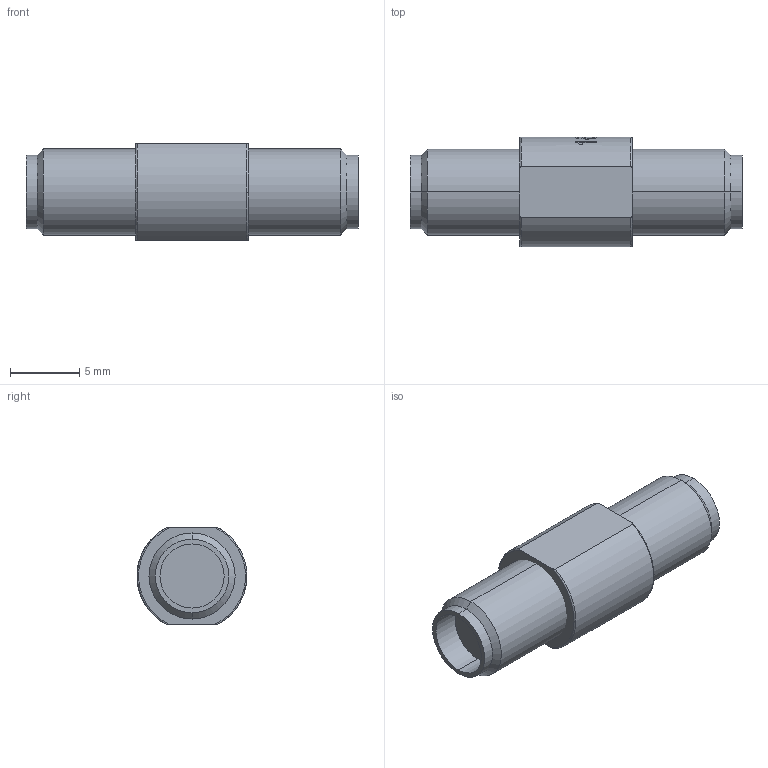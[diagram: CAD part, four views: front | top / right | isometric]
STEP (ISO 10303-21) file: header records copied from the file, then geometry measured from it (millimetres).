
FILE_DESCRIPTION (( 'STEP AP214' ), '1' );
FILE_NAME ('FMAD1685_3D.step', '2023-03-13T20:48:06', ( '' ), ( '' ), 'SwSTEP 2.0', 'SolidWorks 2022', '' );
FILE_SCHEMA (( 'AUTOMOTIVE_DESIGN' ));
Length unit declared in the file: inch
Products named in the file (3): Copy of TH-35-MF-26G-3^FMAD1685; Copy of ADS-185-3-185-8-10^FMAD1685; FMAD1685_3D
Assembly tree (3 placements, depth 2):
  FMAD1685_3D
    Copy of ADS-185-3-185-8-10^FMAD1685
    Copy of TH-35-MF-26G-3^FMAD1685  x2
Bounding box: 23.9 x 7.91 x 7 mm (x, y, z)
Volume: 812.6 mm3; surface area: 1010.6 mm2
Topology: 3 solids, 3 shells, 106 faces, 257 edges, 166 vertices
Faces by surface type: bspline 53, cylinder 27, plane 18, cone 8
Entity records: 6637 total; most frequent: CARTESIAN_POINT 4766, ORIENTED_EDGE 458, EDGE_CURVE 229, DIRECTION 195, B_SPLINE_CURVE_WITH_KNOTS 155, VERTEX_POINT 150, EDGE_LOOP 101, FACE_OUTER_BOUND 91
